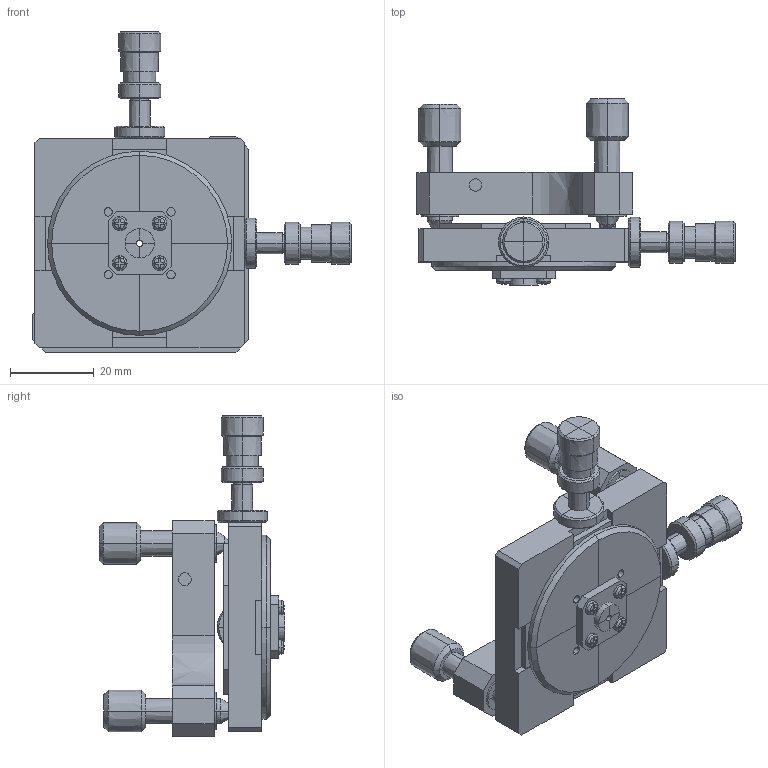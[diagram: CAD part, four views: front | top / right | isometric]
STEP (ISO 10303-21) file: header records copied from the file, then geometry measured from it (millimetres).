
FILE_DESCRIPTION (( 'STEP AP203' ), '1' );
FILE_NAME ('55478.STEP', '2021-02-19T05:22:14', ( '' ), ( '' ), 'SwSTEP 2.0', 'SolidWorks 2018', '' );
FILE_SCHEMA (( 'CONFIG_CONTROL_DESIGN' ));
Length unit declared in the file: millimetre
Products named in the file (1): 55478
Bounding box: 76 x 44.4 x 76.5 mm (x, y, z)
Volume: 34880.6 mm3; surface area: 30052.9 mm2
Topology: 33 solids, 33 shells, 1483 faces, 3493 edges, 2048 vertices
Faces by surface type: bspline 1483
Entity records: 47230 total; most frequent: CARTESIAN_POINT 17871, ORIENTED_EDGE 6914, DIRECTION 4815, EDGE_CURVE 3457, VERTEX_POINT 2048, VECTOR 1873, LINE 1873, EDGE_LOOP 1565
